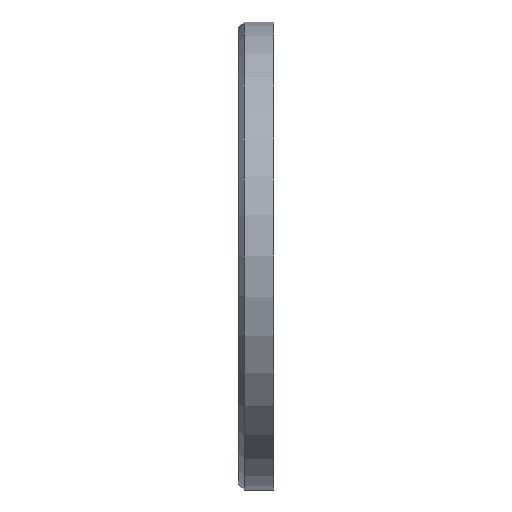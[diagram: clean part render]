
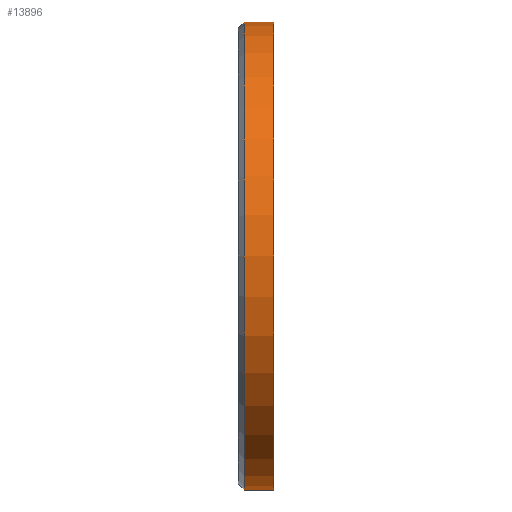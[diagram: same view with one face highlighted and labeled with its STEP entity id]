
A CAD part, left-side view. The second image highlights one B-rep face of the part: STEP entity #13896.
In plain terms, the highlighted cylindrical face has radius 40 mm (diameter 80 mm), a partial arc.
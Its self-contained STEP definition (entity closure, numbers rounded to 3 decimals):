
#515 = CARTESIAN_POINT ( 'NONE',  ( 0., 0., 40. ) ) ;
#576 = CARTESIAN_POINT ( 'NONE',  ( 0., 0., -40. ) ) ;
#1448 = CARTESIAN_POINT ( 'NONE',  ( 0., 6., 0. ) ) ;
#1829 = ORIENTED_EDGE ( 'NONE', *, *, #4951, .T. ) ;
#2059 = LINE ( 'NONE', #14248, #9108 ) ;
#2847 = EDGE_CURVE ( 'NONE', #14784, #6189, #11764, .T. ) ;
#4074 = DIRECTION ( 'NONE',  ( 0., 0., 1. ) ) ;
#4920 = DIRECTION ( 'NONE',  ( 0., -1., 0. ) ) ;
#4951 = EDGE_CURVE ( 'NONE', #5913, #14784, #8922, .T. ) ;
#5057 = FACE_OUTER_BOUND ( 'NONE', #15422, .T. ) ;
#5276 = AXIS2_PLACEMENT_3D ( 'NONE', #9966, #7603, #4074 ) ;
#5459 = CARTESIAN_POINT ( 'NONE',  ( 0., 6., -40. ) ) ;
#5913 = VERTEX_POINT ( 'NONE', #13934 ) ;
#6189 = VERTEX_POINT ( 'NONE', #576 ) ;
#6220 = AXIS2_PLACEMENT_3D ( 'NONE', #13092, #12006, #11954 ) ;
#6495 = ORIENTED_EDGE ( 'NONE', *, *, #14086, .T. ) ;
#7603 = DIRECTION ( 'NONE',  ( 0., -1., 0. ) ) ;
#8667 = VERTEX_POINT ( 'NONE', #515 ) ;
#8721 = ORIENTED_EDGE ( 'NONE', *, *, #2847, .T. ) ;
#8761 = CIRCLE ( 'NONE', #6220, 40. ) ;
#8922 = CIRCLE ( 'NONE', #5276, 40. ) ;
#9108 = VECTOR ( 'NONE', #10721, 1000. ) ;
#9966 = CARTESIAN_POINT ( 'NONE',  ( 0., 5., 0. ) ) ;
#10489 = AXIS2_PLACEMENT_3D ( 'NONE', #1448, #4920, #14426 ) ;
#10721 = DIRECTION ( 'NONE',  ( 0., -1., 0. ) ) ;
#11764 = LINE ( 'NONE', #5459, #13257 ) ;
#11954 = DIRECTION ( 'NONE',  ( 0., 0., 1. ) ) ;
#12006 = DIRECTION ( 'NONE',  ( 0., 1., 0. ) ) ;
#12828 = EDGE_CURVE ( 'NONE', #5913, #8667, #2059, .T. ) ;
#13092 = CARTESIAN_POINT ( 'NONE',  ( 0., 0., 0. ) ) ;
#13228 = CYLINDRICAL_SURFACE ( 'NONE', #10489, 40. ) ;
#13257 = VECTOR ( 'NONE', #15171, 1000. ) ;
#13624 = CARTESIAN_POINT ( 'NONE',  ( 0., 5., -40. ) ) ;
#13896 = ADVANCED_FACE ( 'NONE', ( #5057 ), #13228, .T. ) ;
#13916 = ORIENTED_EDGE ( 'NONE', *, *, #12828, .F. ) ;
#13934 = CARTESIAN_POINT ( 'NONE',  ( 0., 5., 40. ) ) ;
#14086 = EDGE_CURVE ( 'NONE', #6189, #8667, #8761, .T. ) ;
#14248 = CARTESIAN_POINT ( 'NONE',  ( 0., 6., 40. ) ) ;
#14426 = DIRECTION ( 'NONE',  ( 0., 0., -1. ) ) ;
#14784 = VERTEX_POINT ( 'NONE', #13624 ) ;
#15171 = DIRECTION ( 'NONE',  ( 0., -1., 0. ) ) ;
#15422 = EDGE_LOOP ( 'NONE', ( #13916, #1829, #8721, #6495 ) ) ;
